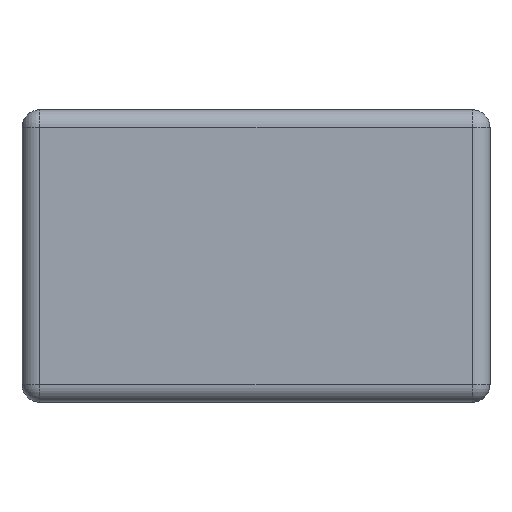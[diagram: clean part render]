
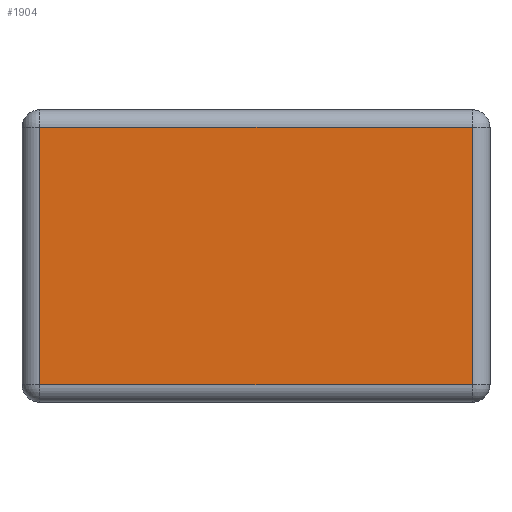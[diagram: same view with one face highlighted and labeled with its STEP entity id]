
A CAD part, left-side view. The second image highlights one B-rep face of the part: STEP entity #1904.
In plain terms, the highlighted planar face has unit normal (-1, 0, 0).
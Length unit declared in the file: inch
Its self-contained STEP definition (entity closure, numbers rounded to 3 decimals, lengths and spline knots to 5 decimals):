
#557 = CYLINDRICAL_SURFACE('',#558,0.00236);
#558 = AXIS2_PLACEMENT_3D('',#559,#560,#561);
#559 = CARTESIAN_POINT('',(-0.06063,-0.02913,0.));
#560 = DIRECTION('',(0.,0.,1.));
#561 = DIRECTION('',(-1.,0.,0.));
#737 = CYLINDRICAL_SURFACE('',#738,0.00236);
#738 = AXIS2_PLACEMENT_3D('',#739,#740,#741);
#739 = CARTESIAN_POINT('',(-0.06063,-0.0315,
    0.00236));
#740 = DIRECTION('',(0.,1.,0.));
#741 = DIRECTION('',(-1.,0.,0.));
#791 = CYLINDRICAL_SURFACE('',#792,0.00236);
#792 = AXIS2_PLACEMENT_3D('',#793,#794,#795);
#793 = CARTESIAN_POINT('',(-0.06063,-0.0315,
    0.03701));
#794 = DIRECTION('',(0.,1.,0.));
#795 = DIRECTION('',(-1.,0.,0.));
#929 = CYLINDRICAL_SURFACE('',#930,0.00236);
#930 = AXIS2_PLACEMENT_3D('',#931,#932,#933);
#931 = CARTESIAN_POINT('',(-0.06063,0.02913,0.));
#932 = DIRECTION('',(0.,0.,1.));
#933 = DIRECTION('',(-1.,0.,0.));
#1354 = EDGE_CURVE('',#1355,#1357,#1359,.T.);
#1355 = VERTEX_POINT('',#1356);
#1356 = CARTESIAN_POINT('',(-0.06299,-0.02913,
    0.00236));
#1357 = VERTEX_POINT('',#1358);
#1358 = CARTESIAN_POINT('',(-0.06299,-0.02913,
    0.03701));
#1359 = SURFACE_CURVE('',#1360,(#1364,#1371),.PCURVE_S1.);
#1360 = LINE('',#1361,#1362);
#1361 = CARTESIAN_POINT('',(-0.06299,-0.02913,0.)
  );
#1362 = VECTOR('',#1363,0.03937);
#1363 = DIRECTION('',(0.,0.,1.));
#1364 = PCURVE('',#557,#1365);
#1365 = DEFINITIONAL_REPRESENTATION('',(#1366),#1370);
#1366 = LINE('',#1367,#1368);
#1367 = CARTESIAN_POINT('',(0.,0.));
#1368 = VECTOR('',#1369,1.);
#1369 = DIRECTION('',(0.,1.));
#1370 = ( GEOMETRIC_REPRESENTATION_CONTEXT(2) 
PARAMETRIC_REPRESENTATION_CONTEXT() REPRESENTATION_CONTEXT('2D SPACE',''
  ) );
#1371 = PCURVE('',#1372,#1377);
#1372 = PLANE('',#1373);
#1373 = AXIS2_PLACEMENT_3D('',#1374,#1375,#1376);
#1374 = CARTESIAN_POINT('',(-0.06299,-0.0315,0.));
#1375 = DIRECTION('',(1.,0.,0.));
#1376 = DIRECTION('',(0.,0.,1.));
#1377 = DEFINITIONAL_REPRESENTATION('',(#1378),#1382);
#1378 = LINE('',#1379,#1380);
#1379 = CARTESIAN_POINT('',(0.,-0.002));
#1380 = VECTOR('',#1381,1.);
#1381 = DIRECTION('',(1.,0.));
#1382 = ( GEOMETRIC_REPRESENTATION_CONTEXT(2) 
PARAMETRIC_REPRESENTATION_CONTEXT() REPRESENTATION_CONTEXT('2D SPACE',''
  ) );
#1485 = VERTEX_POINT('',#1486);
#1486 = CARTESIAN_POINT('',(-0.06299,0.02913,
    0.00236));
#1506 = EDGE_CURVE('',#1355,#1485,#1507,.T.);
#1507 = SURFACE_CURVE('',#1508,(#1512,#1519),.PCURVE_S1.);
#1508 = LINE('',#1509,#1510);
#1509 = CARTESIAN_POINT('',(-0.06299,-0.0315,
    0.00236));
#1510 = VECTOR('',#1511,0.03937);
#1511 = DIRECTION('',(0.,1.,0.));
#1512 = PCURVE('',#737,#1513);
#1513 = DEFINITIONAL_REPRESENTATION('',(#1514),#1518);
#1514 = LINE('',#1515,#1516);
#1515 = CARTESIAN_POINT('',(-0.,0.));
#1516 = VECTOR('',#1517,1.);
#1517 = DIRECTION('',(-0.,1.));
#1518 = ( GEOMETRIC_REPRESENTATION_CONTEXT(2) 
PARAMETRIC_REPRESENTATION_CONTEXT() REPRESENTATION_CONTEXT('2D SPACE',''
  ) );
#1519 = PCURVE('',#1372,#1520);
#1520 = DEFINITIONAL_REPRESENTATION('',(#1521),#1525);
#1521 = LINE('',#1522,#1523);
#1522 = CARTESIAN_POINT('',(0.002,0.));
#1523 = VECTOR('',#1524,1.);
#1524 = DIRECTION('',(0.,-1.));
#1525 = ( GEOMETRIC_REPRESENTATION_CONTEXT(2) 
PARAMETRIC_REPRESENTATION_CONTEXT() REPRESENTATION_CONTEXT('2D SPACE',''
  ) );
#1533 = VERTEX_POINT('',#1534);
#1534 = CARTESIAN_POINT('',(-0.06299,0.02913,
    0.03701));
#1556 = EDGE_CURVE('',#1357,#1533,#1557,.T.);
#1557 = SURFACE_CURVE('',#1558,(#1562,#1569),.PCURVE_S1.);
#1558 = LINE('',#1559,#1560);
#1559 = CARTESIAN_POINT('',(-0.06299,-0.0315,
    0.03701));
#1560 = VECTOR('',#1561,0.03937);
#1561 = DIRECTION('',(0.,1.,0.));
#1562 = PCURVE('',#791,#1563);
#1563 = DEFINITIONAL_REPRESENTATION('',(#1564),#1568);
#1564 = LINE('',#1565,#1566);
#1565 = CARTESIAN_POINT('',(0.,0.));
#1566 = VECTOR('',#1567,1.);
#1567 = DIRECTION('',(0.,1.));
#1568 = ( GEOMETRIC_REPRESENTATION_CONTEXT(2) 
PARAMETRIC_REPRESENTATION_CONTEXT() REPRESENTATION_CONTEXT('2D SPACE',''
  ) );
#1569 = PCURVE('',#1372,#1570);
#1570 = DEFINITIONAL_REPRESENTATION('',(#1571),#1575);
#1571 = LINE('',#1572,#1573);
#1572 = CARTESIAN_POINT('',(0.037,0.));
#1573 = VECTOR('',#1574,1.);
#1574 = DIRECTION('',(0.,-1.));
#1575 = ( GEOMETRIC_REPRESENTATION_CONTEXT(2) 
PARAMETRIC_REPRESENTATION_CONTEXT() REPRESENTATION_CONTEXT('2D SPACE',''
  ) );
#1632 = EDGE_CURVE('',#1485,#1533,#1633,.T.);
#1633 = SURFACE_CURVE('',#1634,(#1638,#1645),.PCURVE_S1.);
#1634 = LINE('',#1635,#1636);
#1635 = CARTESIAN_POINT('',(-0.06299,0.02913,0.));
#1636 = VECTOR('',#1637,0.03937);
#1637 = DIRECTION('',(0.,0.,1.));
#1638 = PCURVE('',#929,#1639);
#1639 = DEFINITIONAL_REPRESENTATION('',(#1640),#1644);
#1640 = LINE('',#1641,#1642);
#1641 = CARTESIAN_POINT('',(-0.,0.));
#1642 = VECTOR('',#1643,1.);
#1643 = DIRECTION('',(-0.,1.));
#1644 = ( GEOMETRIC_REPRESENTATION_CONTEXT(2) 
PARAMETRIC_REPRESENTATION_CONTEXT() REPRESENTATION_CONTEXT('2D SPACE',''
  ) );
#1645 = PCURVE('',#1372,#1646);
#1646 = DEFINITIONAL_REPRESENTATION('',(#1647),#1651);
#1647 = LINE('',#1648,#1649);
#1648 = CARTESIAN_POINT('',(0.,-0.061));
#1649 = VECTOR('',#1650,1.);
#1650 = DIRECTION('',(1.,0.));
#1651 = ( GEOMETRIC_REPRESENTATION_CONTEXT(2) 
PARAMETRIC_REPRESENTATION_CONTEXT() REPRESENTATION_CONTEXT('2D SPACE',''
  ) );
#1904 = ADVANCED_FACE('',(#1905),#1372,.F.);
#1905 = FACE_BOUND('',#1906,.F.);
#1906 = EDGE_LOOP('',(#1907,#1908,#1909,#1910));
#1907 = ORIENTED_EDGE('',*,*,#1354,.F.);
#1908 = ORIENTED_EDGE('',*,*,#1506,.T.);
#1909 = ORIENTED_EDGE('',*,*,#1632,.T.);
#1910 = ORIENTED_EDGE('',*,*,#1556,.F.);
